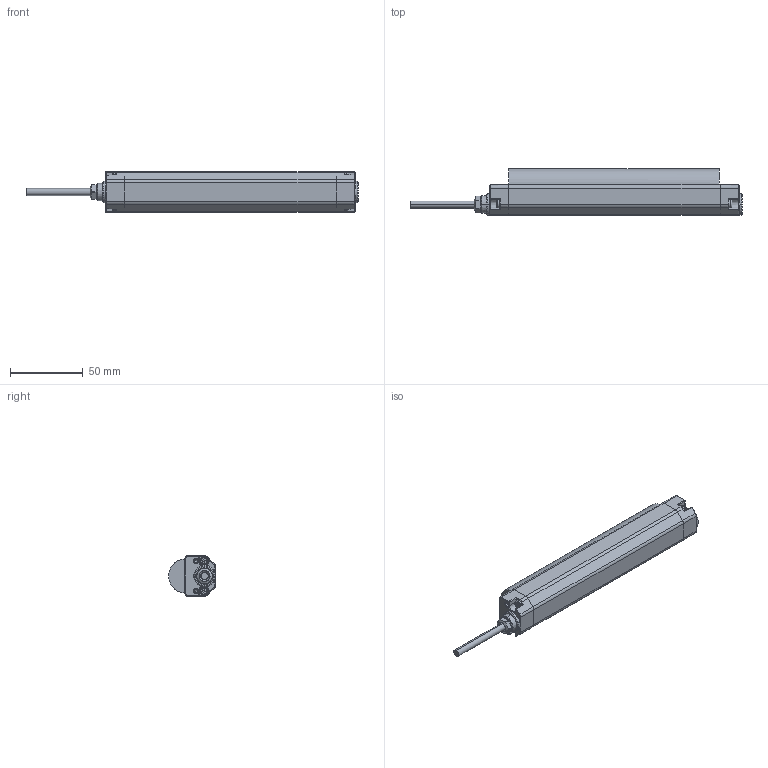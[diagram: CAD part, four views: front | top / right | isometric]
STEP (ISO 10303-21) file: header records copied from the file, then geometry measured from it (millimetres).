
FILE_DESCRIPTION((''),'2;1');
FILE_NAME('166999_SW','2012-09-04T',('banengservice'),('BANNER ENGINEERING'),'PRO/ENGINEER BY PARAMETRIC TECHNOLOGY CORPORATION, 2009141','PRO/ENGINEER BY PARAMETRIC TECHNOLOGY CORPORATION, 2009141','');
FILE_SCHEMA(('CONFIG_CONTROL_DESIGN'));
Length unit declared in the file: inch
Products named in the file (1): 166999_SW
Bounding box: 227.5 x 32.19 x 28 mm (x, y, z)
Volume: 72726.3 mm3; surface area: 47233.3 mm2
Topology: 2 solids, 2 shells, 731 faces, 1810 edges, 1082 vertices
Faces by surface type: plane 250, cylinder 175, cone 122, torus 95, bspline 77, sphere 12
Entity records: 27338 total; most frequent: CARTESIAN_POINT 10319, ORIENTED_EDGE 3604, DIRECTION 3586, EDGE_CURVE 1802, AXIS2_PLACEMENT_3D 1392, VERTEX_POINT 1082, VECTOR 802, LINE 802
